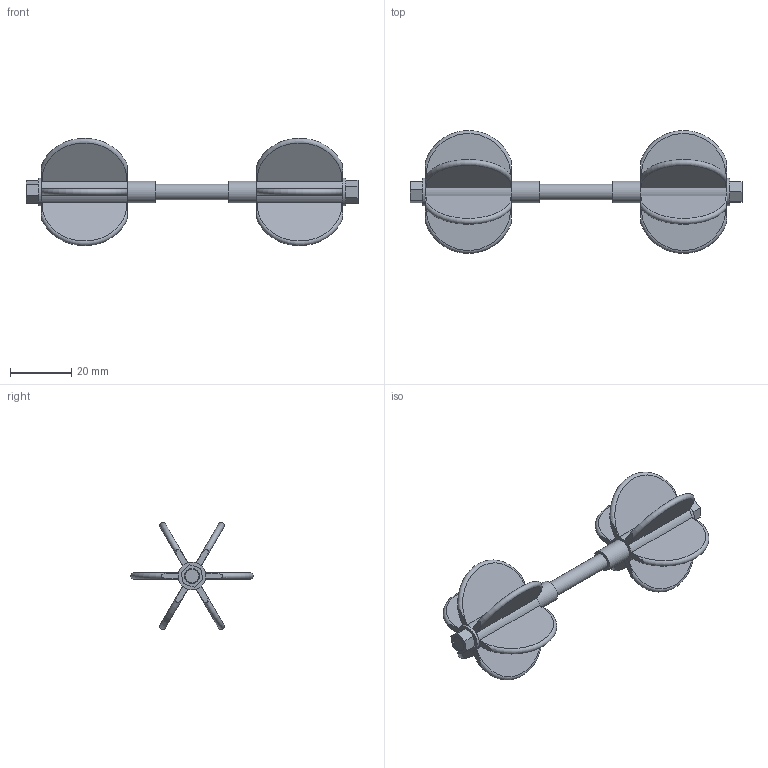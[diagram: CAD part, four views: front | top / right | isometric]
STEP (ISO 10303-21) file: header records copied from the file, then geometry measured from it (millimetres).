
FILE_DESCRIPTION( ('This file contains a STEP AP42 implementation' ,'as created by ZW3D STEP Interface translator.' ,'') ,'2;1' );
FILE_NAME( '装配-刮肉轮.iam.stp' ,'251027.114757', (''), ('ZWCAD Software Co.'), 'Version 1.0', 'ZW3D to STEP translator', '' );
FILE_SCHEMA(('AUTOMOTIVE_DESIGN { 1 0 10303 214 1 1 1 1 }'));
Length unit declared in the file: millimetre
Products named in the file (5): 0; 装配-刮肉轮.iam; 刮肉轮.ipt; 刮肉轮固定螺丝.ipt; 刮肉轮轴.ipt
Assembly tree (5 placements, depth 2):
  0
  装配-刮肉轮.iam
    刮肉轮.ipt  x2
    刮肉轮固定螺丝.ipt  x2
    刮肉轮轴.ipt
Bounding box: 108 x 39.89 x 34.81 mm (x, y, z)
Volume: 13581.1 mm3; surface area: 13866 mm2
Topology: 5 solids, 5 shells, 89 faces, 257 edges, 184 vertices
Faces by surface type: plane 52, cylinder 23, torus 12, cone 2
Full cylindrical faces by diameter (mm): 5 x7, 7 x2, 9 x2
Entity records: 2244 total; most frequent: CARTESIAN_POINT 761, ORIENTED_EDGE 280, DIRECTION 274, EDGE_CURVE 140, AXIS2_PLACEMENT_3D 117, VERTEX_POINT 100, EDGE_LOOP 60, CIRCLE 52
